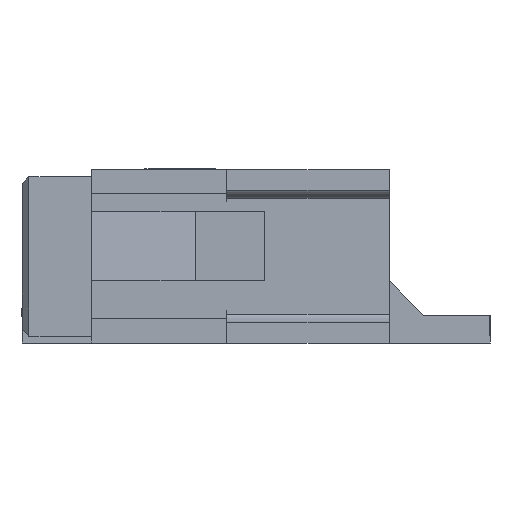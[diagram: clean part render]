
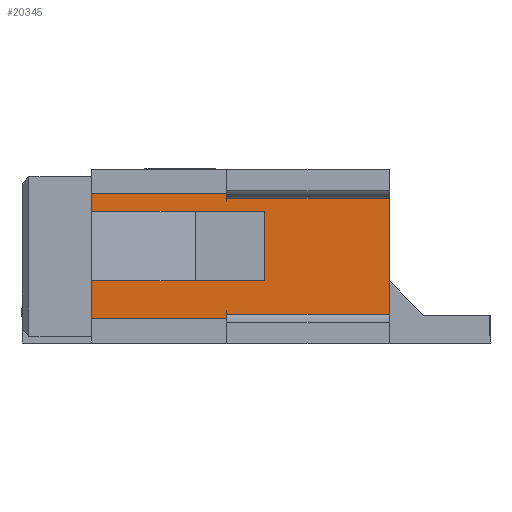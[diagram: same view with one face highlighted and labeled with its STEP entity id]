
A CAD part, left-side view. The second image highlights one B-rep face of the part: STEP entity #20345.
In plain terms, the highlighted planar face has unit normal (-1, 0, 0).
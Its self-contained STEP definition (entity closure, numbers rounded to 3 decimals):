
#677 = CARTESIAN_POINT ( 'NONE',  ( -14.3, -1.925, 2.087 ) ) ;
#1192 = CARTESIAN_POINT ( 'NONE',  ( -14.3, 0.425, 0.413 ) ) ;
#1218 = ORIENTED_EDGE ( 'NONE', *, *, #31602, .T. ) ;
#1596 = CARTESIAN_POINT ( 'NONE',  ( -14.3, 4.306, 2.15 ) ) ;
#1866 = CARTESIAN_POINT ( 'NONE',  ( -14.3, 2.375, 2.15 ) ) ;
#2044 = VERTEX_POINT ( 'NONE', #27748 ) ;
#2061 = ORIENTED_EDGE ( 'NONE', *, *, #22287, .F. ) ;
#2254 = VECTOR ( 'NONE', #31920, 1000. ) ;
#2938 = VERTEX_POINT ( 'NONE', #24948 ) ;
#3968 = LINE ( 'NONE', #1192, #2254 ) ;
#4037 = ORIENTED_EDGE ( 'NONE', *, *, #34967, .T. ) ;
#4135 = CARTESIAN_POINT ( 'NONE',  ( -14.3, 0.425, 0. ) ) ;
#4349 = CARTESIAN_POINT ( 'NONE',  ( -14.3, -1.925, 2.15 ) ) ;
#4419 = CARTESIAN_POINT ( 'NONE',  ( -14.3, 0.425, 2.087 ) ) ;
#5686 = EDGE_LOOP ( 'NONE', ( #18793, #2061, #30334, #11106, #35399, #1218, #4037, #23454 ) ) ;
#5883 = EDGE_CURVE ( 'NONE', #23349, #2044, #21252, .T. ) ;
#7282 = DIRECTION ( 'NONE',  ( 0., 0., 1. ) ) ;
#7337 = VERTEX_POINT ( 'NONE', #14829 ) ;
#8456 = CARTESIAN_POINT ( 'NONE',  ( -14.3, 4.306, 0.35 ) ) ;
#8899 = DIRECTION ( 'NONE',  ( 0., -1., 0. ) ) ;
#10744 = LINE ( 'NONE', #4135, #27341 ) ;
#10914 = VECTOR ( 'NONE', #35721, 1000. ) ;
#11106 = ORIENTED_EDGE ( 'NONE', *, *, #41984, .T. ) ;
#11501 = VECTOR ( 'NONE', #25428, 1000. ) ;
#11634 = FACE_OUTER_BOUND ( 'NONE', #5686, .T. ) ;
#12145 = AXIS2_PLACEMENT_3D ( 'NONE', #1596, #29508, #43608 ) ;
#13655 = VECTOR ( 'NONE', #8899, 1000. ) ;
#13719 = DIRECTION ( 'NONE',  ( 0., 0., 1. ) ) ;
#14829 = CARTESIAN_POINT ( 'NONE',  ( -14.3, 0.425, 2.087 ) ) ;
#15303 = PLANE ( 'NONE',  #12145 ) ;
#16823 = CARTESIAN_POINT ( 'NONE',  ( -14.3, 2.375, 2.15 ) ) ;
#17765 = VERTEX_POINT ( 'NONE', #33957 ) ;
#17831 = VECTOR ( 'NONE', #7282, 1000. ) ;
#18003 = CARTESIAN_POINT ( 'NONE',  ( -14.3, 4.306, 2.15 ) ) ;
#18392 = VERTEX_POINT ( 'NONE', #16823 ) ;
#18793 = ORIENTED_EDGE ( 'NONE', *, *, #40392, .T. ) ;
#19511 = VERTEX_POINT ( 'NONE', #677 ) ;
#20101 = EDGE_CURVE ( 'NONE', #19511, #7337, #36272, .T. ) ;
#20345 = ADVANCED_FACE ( 'NONE', ( #11634 ), #15303, .F. ) ;
#21252 = LINE ( 'NONE', #38128, #29544 ) ;
#22107 = CARTESIAN_POINT ( 'NONE',  ( -14.3, 0.425, 2.15 ) ) ;
#22287 = EDGE_CURVE ( 'NONE', #18392, #22404, #37601, .T. ) ;
#22404 = VERTEX_POINT ( 'NONE', #22107 ) ;
#23349 = VERTEX_POINT ( 'NONE', #32946 ) ;
#23454 = ORIENTED_EDGE ( 'NONE', *, *, #20101, .T. ) ;
#24713 = DIRECTION ( 'NONE',  ( 0., 0., 1. ) ) ;
#24948 = CARTESIAN_POINT ( 'NONE',  ( -14.3, 2.375, 0.35 ) ) ;
#25428 = DIRECTION ( 'NONE',  ( 0., 1., 0. ) ) ;
#27341 = VECTOR ( 'NONE', #24713, 1000. ) ;
#27748 = CARTESIAN_POINT ( 'NONE',  ( -14.3, 0.425, 0.413 ) ) ;
#29508 = DIRECTION ( 'NONE',  ( 1., 0., 0. ) ) ;
#29544 = VECTOR ( 'NONE', #13719, 1000. ) ;
#30210 = LINE ( 'NONE', #8456, #13655 ) ;
#30334 = ORIENTED_EDGE ( 'NONE', *, *, #39487, .T. ) ;
#31602 = EDGE_CURVE ( 'NONE', #2044, #17765, #3968, .T. ) ;
#31920 = DIRECTION ( 'NONE',  ( 0., -1., 0. ) ) ;
#32946 = CARTESIAN_POINT ( 'NONE',  ( -14.3, 0.425, 0.35 ) ) ;
#33261 = LINE ( 'NONE', #1866, #38366 ) ;
#33957 = CARTESIAN_POINT ( 'NONE',  ( -14.3, -1.925, 0.413 ) ) ;
#34967 = EDGE_CURVE ( 'NONE', #17765, #19511, #38798, .T. ) ;
#35399 = ORIENTED_EDGE ( 'NONE', *, *, #5883, .T. ) ;
#35721 = DIRECTION ( 'NONE',  ( 0., -1., 0. ) ) ;
#36272 = LINE ( 'NONE', #4419, #11501 ) ;
#37601 = LINE ( 'NONE', #18003, #10914 ) ;
#38128 = CARTESIAN_POINT ( 'NONE',  ( -14.3, 0.425, 0. ) ) ;
#38366 = VECTOR ( 'NONE', #40435, 1000. ) ;
#38798 = LINE ( 'NONE', #4349, #17831 ) ;
#39487 = EDGE_CURVE ( 'NONE', #18392, #2938, #33261, .T. ) ;
#40392 = EDGE_CURVE ( 'NONE', #7337, #22404, #10744, .T. ) ;
#40435 = DIRECTION ( 'NONE',  ( 0., 0., -1. ) ) ;
#41984 = EDGE_CURVE ( 'NONE', #2938, #23349, #30210, .T. ) ;
#43608 = DIRECTION ( 'NONE',  ( 0., 0., -1. ) ) ;
